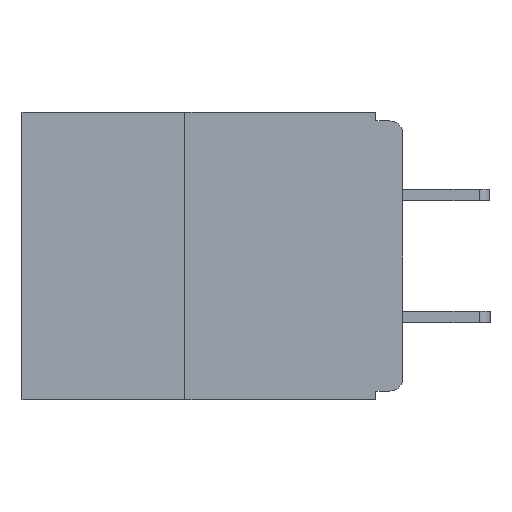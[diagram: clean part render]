
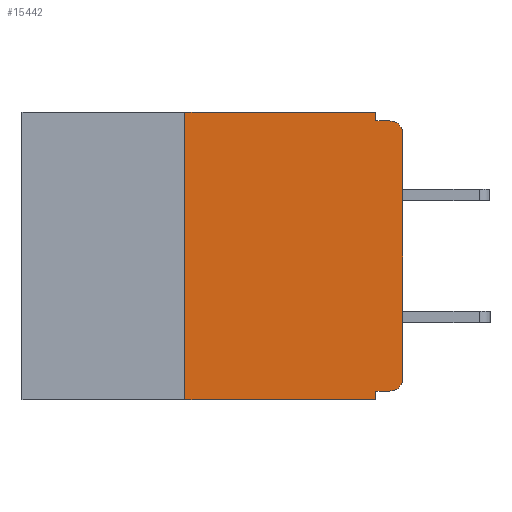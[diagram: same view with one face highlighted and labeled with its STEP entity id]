
A CAD part, left-side view. The second image highlights one B-rep face of the part: STEP entity #15442.
In plain terms, the highlighted planar face has unit normal (-1, 0, 0).
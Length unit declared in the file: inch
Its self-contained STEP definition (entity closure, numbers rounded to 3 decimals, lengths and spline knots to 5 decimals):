
#273 = VERTEX_POINT ( 'NONE', #26909 ) ;
#477 = CARTESIAN_POINT ( 'NONE',  ( 0., 0.25, 0. ) ) ;
#900 = DIRECTION ( 'NONE',  ( -1., 0., 0. ) ) ;
#1446 = LINE ( 'NONE', #23508, #14022 ) ;
#1810 = EDGE_CURVE ( 'NONE', #17345, #14483, #10407, .T. ) ;
#2050 = VERTEX_POINT ( 'NONE', #4493 ) ;
#2065 = VECTOR ( 'NONE', #6500, 39.37008 ) ;
#2547 = FACE_OUTER_BOUND ( 'NONE', #30159, .T. ) ;
#3109 = CARTESIAN_POINT ( 'NONE',  ( 0., 0.437, 0. ) ) ;
#3155 = CARTESIAN_POINT ( 'NONE',  ( 0., 0.25, -0.33 ) ) ;
#3461 = LINE ( 'NONE', #16969, #10245 ) ;
#3520 = EDGE_CURVE ( 'NONE', #2050, #14863, #16166, .T. ) ;
#3784 = CARTESIAN_POINT ( 'NONE',  ( 0., 0.031, 0. ) ) ;
#4169 = ORIENTED_EDGE ( 'NONE', *, *, #31872, .F. ) ;
#4493 = CARTESIAN_POINT ( 'NONE',  ( 0., 0., -0.305 ) ) ;
#4587 = DIRECTION ( 'NONE',  ( 0., 1., 0. ) ) ;
#4759 = VECTOR ( 'NONE', #20696, 39.37008 ) ;
#4963 = LINE ( 'NONE', #12836, #30296 ) ;
#4964 = VERTEX_POINT ( 'NONE', #5233 ) ;
#5233 = CARTESIAN_POINT ( 'NONE',  ( 0., 0.015, -0.32 ) ) ;
#5371 = ORIENTED_EDGE ( 'NONE', *, *, #30460, .F. ) ;
#5468 = VERTEX_POINT ( 'NONE', #3155 ) ;
#5706 = DIRECTION ( 'NONE',  ( 1., 0., 0. ) ) ;
#6442 = CARTESIAN_POINT ( 'NONE',  ( 0., 0.031, 0. ) ) ;
#6500 = DIRECTION ( 'NONE',  ( 0., 0., -1. ) ) ;
#6841 = CARTESIAN_POINT ( 'NONE',  ( 0., 0.031, -0.33 ) ) ;
#8428 = EDGE_CURVE ( 'NONE', #4964, #2050, #28783, .T. ) ;
#8981 = LINE ( 'NONE', #25337, #27692 ) ;
#10245 = VECTOR ( 'NONE', #4587, 39.37008 ) ;
#10407 = LINE ( 'NONE', #6442, #2065 ) ;
#10510 = LINE ( 'NONE', #6841, #22670 ) ;
#10520 = ORIENTED_EDGE ( 'NONE', *, *, #3520, .T. ) ;
#10730 = VERTEX_POINT ( 'NONE', #477 ) ;
#10790 = CARTESIAN_POINT ( 'NONE',  ( 0., 0.031, -0.32 ) ) ;
#10999 = EDGE_CURVE ( 'NONE', #10730, #17345, #30860, .T. ) ;
#11192 = VECTOR ( 'NONE', #29461, 39.37008 ) ;
#12329 = CIRCLE ( 'NONE', #30906, 0.015 ) ;
#12836 = CARTESIAN_POINT ( 'NONE',  ( 0., 0.437, -0.33 ) ) ;
#14022 = VECTOR ( 'NONE', #21039, 39.37008 ) ;
#14067 = VERTEX_POINT ( 'NONE', #10790 ) ;
#14356 = AXIS2_PLACEMENT_3D ( 'NONE', #3109, #5706, #22907 ) ;
#14483 = VERTEX_POINT ( 'NONE', #22025 ) ;
#14863 = VERTEX_POINT ( 'NONE', #18453 ) ;
#15345 = EDGE_CURVE ( 'NONE', #5468, #20522, #4963, .T. ) ;
#15442 = ADVANCED_FACE ( 'NONE', ( #2547 ), #17968, .F. ) ;
#15795 = DIRECTION ( 'NONE',  ( 0., 0., -1. ) ) ;
#15898 = CARTESIAN_POINT ( 'NONE',  ( 0., 0.015, -0.025 ) ) ;
#16125 = DIRECTION ( 'NONE',  ( -1., 0., 0. ) ) ;
#16130 = CARTESIAN_POINT ( 'NONE',  ( 0., 0.015, -0.305 ) ) ;
#16166 = LINE ( 'NONE', #27940, #11192 ) ;
#16969 = CARTESIAN_POINT ( 'NONE',  ( 0., 0., -0.32 ) ) ;
#17016 = AXIS2_PLACEMENT_3D ( 'NONE', #16130, #16125, #15795 ) ;
#17345 = VERTEX_POINT ( 'NONE', #3784 ) ;
#17968 = PLANE ( 'NONE',  #14356 ) ;
#18260 = DIRECTION ( 'NONE',  ( 0., 0., -1. ) ) ;
#18453 = CARTESIAN_POINT ( 'NONE',  ( 0., 0., -0.025 ) ) ;
#19233 = ORIENTED_EDGE ( 'NONE', *, *, #1810, .F. ) ;
#20522 = VERTEX_POINT ( 'NONE', #28027 ) ;
#20696 = DIRECTION ( 'NONE',  ( 0., -1., 0. ) ) ;
#20998 = CARTESIAN_POINT ( 'NONE',  ( 0., 0.437, 0. ) ) ;
#21039 = DIRECTION ( 'NONE',  ( 0., 0., 1. ) ) ;
#21568 = ORIENTED_EDGE ( 'NONE', *, *, #31124, .F. ) ;
#21651 = DIRECTION ( 'NONE',  ( 0., 0., -1. ) ) ;
#22025 = CARTESIAN_POINT ( 'NONE',  ( 0., 0.031, -0.01 ) ) ;
#22670 = VECTOR ( 'NONE', #21651, 39.37008 ) ;
#22902 = DIRECTION ( 'NONE',  ( 0., -1., 0. ) ) ;
#22907 = DIRECTION ( 'NONE',  ( 0., 0., -1. ) ) ;
#23508 = CARTESIAN_POINT ( 'NONE',  ( 0., 0.25, -0.33 ) ) ;
#24121 = EDGE_CURVE ( 'NONE', #14863, #273, #12329, .T. ) ;
#24618 = ORIENTED_EDGE ( 'NONE', *, *, #29359, .F. ) ;
#25337 = CARTESIAN_POINT ( 'NONE',  ( 0., 0., -0.01 ) ) ;
#25749 = ORIENTED_EDGE ( 'NONE', *, *, #10999, .F. ) ;
#26909 = CARTESIAN_POINT ( 'NONE',  ( 0., 0.015, -0.01 ) ) ;
#27692 = VECTOR ( 'NONE', #22902, 39.37008 ) ;
#27940 = CARTESIAN_POINT ( 'NONE',  ( 0., 0., 0. ) ) ;
#28027 = CARTESIAN_POINT ( 'NONE',  ( 0., 0.031, -0.33 ) ) ;
#28783 = CIRCLE ( 'NONE', #17016, 0.015 ) ;
#29359 = EDGE_CURVE ( 'NONE', #4964, #14067, #3461, .T. ) ;
#29461 = DIRECTION ( 'NONE',  ( 0., 0., 1. ) ) ;
#29578 = ORIENTED_EDGE ( 'NONE', *, *, #15345, .T. ) ;
#29816 = DIRECTION ( 'NONE',  ( 0., -1., 0. ) ) ;
#30159 = EDGE_LOOP ( 'NONE', ( #10520, #30657, #5371, #19233, #25749, #21568, #29578, #4169, #24618, #31058 ) ) ;
#30296 = VECTOR ( 'NONE', #29816, 39.37008 ) ;
#30460 = EDGE_CURVE ( 'NONE', #14483, #273, #8981, .T. ) ;
#30657 = ORIENTED_EDGE ( 'NONE', *, *, #24121, .T. ) ;
#30860 = LINE ( 'NONE', #20998, #4759 ) ;
#30906 = AXIS2_PLACEMENT_3D ( 'NONE', #15898, #900, #18260 ) ;
#31058 = ORIENTED_EDGE ( 'NONE', *, *, #8428, .T. ) ;
#31124 = EDGE_CURVE ( 'NONE', #5468, #10730, #1446, .T. ) ;
#31872 = EDGE_CURVE ( 'NONE', #14067, #20522, #10510, .T. ) ;
